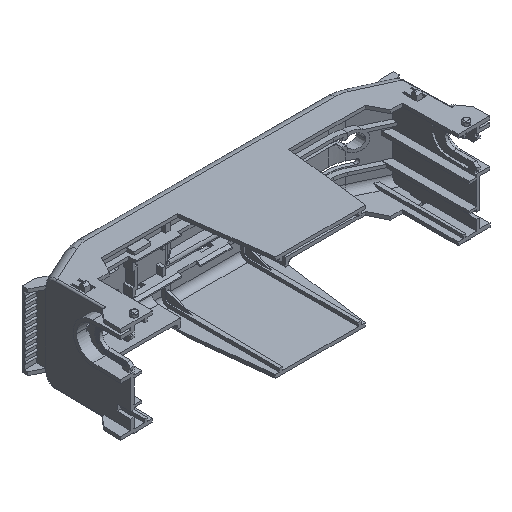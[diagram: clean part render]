
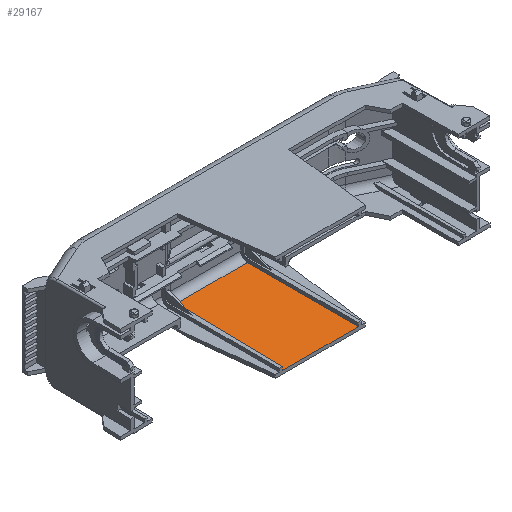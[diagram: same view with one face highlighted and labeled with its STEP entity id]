
A CAD part, isometric view. The second image highlights one B-rep face of the part: STEP entity #29167.
In plain terms, the highlighted planar face has unit normal (0, -0.009, 1).
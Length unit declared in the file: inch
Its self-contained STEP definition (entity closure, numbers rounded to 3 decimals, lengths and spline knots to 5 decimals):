
#5117 = ORIENTED_EDGE ( 'NONE', *, *, #22923, .F. ) ;
#5875 = CARTESIAN_POINT ( 'NONE',  ( 0.89004, -0.35433, -1.25348 ) ) ;
#5956 = EDGE_CURVE ( 'NONE', #58014, #33887, #42034, .T. ) ;
#7913 = ORIENTED_EDGE ( 'NONE', *, *, #27887, .F. ) ;
#8635 = VECTOR ( 'NONE', #41364, 39.37008 ) ;
#8669 = ORIENTED_EDGE ( 'NONE', *, *, #5956, .F. ) ;
#8886 = PLANE ( 'NONE',  #48690 ) ;
#9076 = CARTESIAN_POINT ( 'NONE',  ( -0.8675, 2.22775, -1.23094 ) ) ;
#9380 = CARTESIAN_POINT ( 'NONE',  ( -2.93161, 2.22775, -1.23094 ) ) ;
#18812 = VECTOR ( 'NONE', #48710, 39.37008 ) ;
#21081 = CARTESIAN_POINT ( 'NONE',  ( 0.8675, 2.22775, -1.23094 ) ) ;
#22923 = EDGE_CURVE ( 'NONE', #57980, #58014, #60170, .T. ) ;
#22974 = ORIENTED_EDGE ( 'NONE', *, *, #45772, .T. ) ;
#25244 = CARTESIAN_POINT ( 'NONE',  ( -0.89004, -0.35433, -1.25348 ) ) ;
#25287 = VECTOR ( 'NONE', #41211, 39.37008 ) ;
#27887 = EDGE_CURVE ( 'NONE', #33887, #48810, #30705, .T. ) ;
#29167 = ADVANCED_FACE ( 'NONE', ( #56623 ), #8886, .F. ) ;
#30388 = LINE ( 'NONE', #45810, #8635 ) ;
#30705 = LINE ( 'NONE', #47753, #37945 ) ;
#33359 = EDGE_LOOP ( 'NONE', ( #22974, #7913, #8669, #5117 ) ) ;
#33887 = VERTEX_POINT ( 'NONE', #21081 ) ;
#33977 = DIRECTION ( 'NONE',  ( 0.009, -1., -0.009 ) ) ;
#36864 = CARTESIAN_POINT ( 'NONE',  ( -2.93161, 2.46191, -1.2289 ) ) ;
#37945 = VECTOR ( 'NONE', #33977, 39.37008 ) ;
#41211 = DIRECTION ( 'NONE',  ( 1., 0., 0. ) ) ;
#41364 = DIRECTION ( 'NONE',  ( 1., 0., 0. ) ) ;
#42034 = LINE ( 'NONE', #9380, #25287 ) ;
#45561 = DIRECTION ( 'NONE',  ( 0., 0.009, -1. ) ) ;
#45764 = DIRECTION ( 'NONE',  ( 0., 1., 0.009 ) ) ;
#45772 = EDGE_CURVE ( 'NONE', #57980, #48810, #30388, .T. ) ;
#45810 = CARTESIAN_POINT ( 'NONE',  ( -1.05487, -0.35433, -1.25348 ) ) ;
#47753 = CARTESIAN_POINT ( 'NONE',  ( 0.8675, 2.22775, -1.23094 ) ) ;
#48690 = AXIS2_PLACEMENT_3D ( 'NONE', #36864, #45561, #45764 ) ;
#48710 = DIRECTION ( 'NONE',  ( 0.009, 1., 0.009 ) ) ;
#48810 = VERTEX_POINT ( 'NONE', #5875 ) ;
#53567 = CARTESIAN_POINT ( 'NONE',  ( -0.89004, -0.35433, -1.25348 ) ) ;
#56623 = FACE_OUTER_BOUND ( 'NONE', #33359, .T. ) ;
#57980 = VERTEX_POINT ( 'NONE', #25244 ) ;
#58014 = VERTEX_POINT ( 'NONE', #9076 ) ;
#60170 = LINE ( 'NONE', #53567, #18812 ) ;
